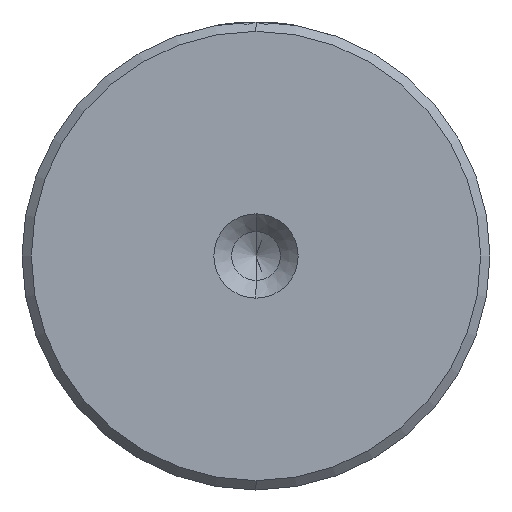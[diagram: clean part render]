
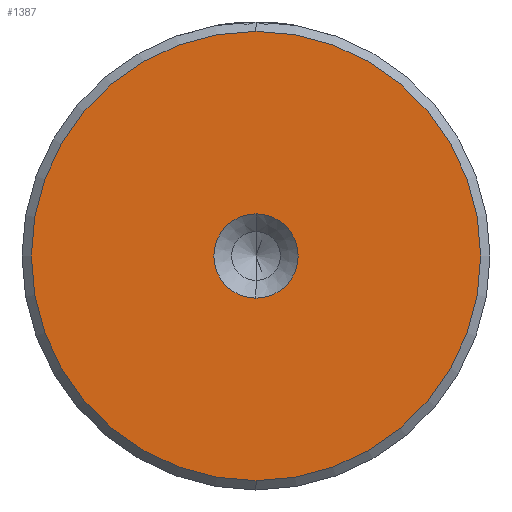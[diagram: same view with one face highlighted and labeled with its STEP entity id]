
A CAD part, left-side view. The second image highlights one B-rep face of the part: STEP entity #1387.
In plain terms, the highlighted planar face has unit normal (-1, 0, 0).
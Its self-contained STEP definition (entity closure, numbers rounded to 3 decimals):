
#32 = CIRCLE ( 'NONE', #417, 12. ) ;
#95 = VERTEX_POINT ( 'NONE', #1667 ) ;
#136 = ORIENTED_EDGE ( 'NONE', *, *, #1792, .F. ) ;
#164 = EDGE_CURVE ( 'NONE', #305, #1565, #32, .T. ) ;
#287 = DIRECTION ( 'NONE',  ( -1., 0., 0. ) ) ;
#305 = VERTEX_POINT ( 'NONE', #1056 ) ;
#417 = AXIS2_PLACEMENT_3D ( 'NONE', #1135, #1124, #1112 ) ;
#425 = PLANE ( 'NONE',  #1162 ) ;
#439 = ORIENTED_EDGE ( 'NONE', *, *, #164, .T. ) ;
#496 = CIRCLE ( 'NONE', #1444, 12. ) ;
#509 = EDGE_LOOP ( 'NONE', ( #439, #1750 ) ) ;
#510 = EDGE_CURVE ( 'NONE', #1565, #305, #496, .T. ) ;
#620 = EDGE_CURVE ( 'NONE', #95, #2137, #2140, .T. ) ;
#625 = DIRECTION ( 'NONE',  ( -1., 0., 0. ) ) ;
#695 = CARTESIAN_POINT ( 'NONE',  ( 0., 0., 2.25 ) ) ;
#902 = EDGE_LOOP ( 'NONE', ( #136, #2054 ) ) ;
#1056 = CARTESIAN_POINT ( 'NONE',  ( 0., 0., -12. ) ) ;
#1112 = DIRECTION ( 'NONE',  ( 0., 0., 1. ) ) ;
#1124 = DIRECTION ( 'NONE',  ( -1., 0., 0. ) ) ;
#1135 = CARTESIAN_POINT ( 'NONE',  ( 0., 0., 0. ) ) ;
#1162 = AXIS2_PLACEMENT_3D ( 'NONE', #1706, #625, #1884 ) ;
#1353 = FACE_OUTER_BOUND ( 'NONE', #509, .T. ) ;
#1375 = DIRECTION ( 'NONE',  ( 0., 0., 1. ) ) ;
#1386 = DIRECTION ( 'NONE',  ( -1., 0., 0. ) ) ;
#1387 = ADVANCED_FACE ( 'NONE', ( #1353, #1753 ), #425, .T. ) ;
#1398 = DIRECTION ( 'NONE',  ( 0., 0., 1. ) ) ;
#1409 = DIRECTION ( 'NONE',  ( -1., 0., 0. ) ) ;
#1424 = CARTESIAN_POINT ( 'NONE',  ( 0., 0., 0. ) ) ;
#1444 = AXIS2_PLACEMENT_3D ( 'NONE', #1479, #1409, #1398 ) ;
#1479 = CARTESIAN_POINT ( 'NONE',  ( 0., 0., 0. ) ) ;
#1520 = CARTESIAN_POINT ( 'NONE',  ( 0., 0., 0. ) ) ;
#1565 = VERTEX_POINT ( 'NONE', #2127 ) ;
#1582 = AXIS2_PLACEMENT_3D ( 'NONE', #1424, #287, #1589 ) ;
#1589 = DIRECTION ( 'NONE',  ( 0., 0., 1. ) ) ;
#1667 = CARTESIAN_POINT ( 'NONE',  ( 0., 0., -2.25 ) ) ;
#1706 = CARTESIAN_POINT ( 'NONE',  ( 0., 0., 0. ) ) ;
#1725 = CIRCLE ( 'NONE', #1582, 2.25 ) ;
#1750 = ORIENTED_EDGE ( 'NONE', *, *, #510, .T. ) ;
#1753 = FACE_BOUND ( 'NONE', #902, .T. ) ;
#1792 = EDGE_CURVE ( 'NONE', #2137, #95, #1725, .T. ) ;
#1884 = DIRECTION ( 'NONE',  ( 0., 0., 1. ) ) ;
#2054 = ORIENTED_EDGE ( 'NONE', *, *, #620, .F. ) ;
#2127 = CARTESIAN_POINT ( 'NONE',  ( 0., 0., 12. ) ) ;
#2137 = VERTEX_POINT ( 'NONE', #695 ) ;
#2140 = CIRCLE ( 'NONE', #2147, 2.25 ) ;
#2147 = AXIS2_PLACEMENT_3D ( 'NONE', #1520, #1386, #1375 ) ;
